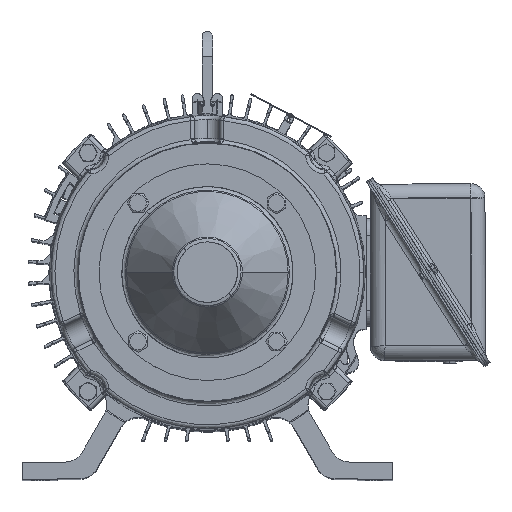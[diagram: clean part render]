
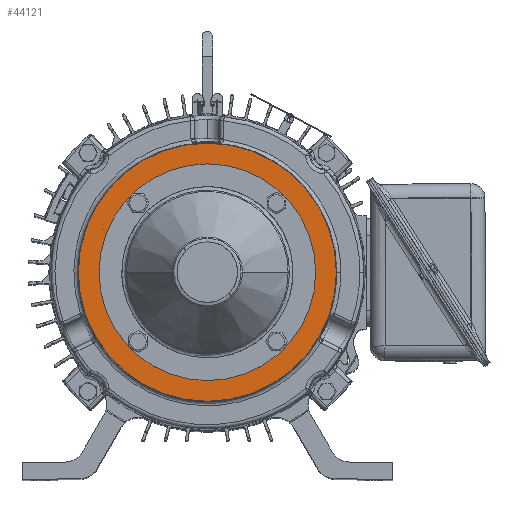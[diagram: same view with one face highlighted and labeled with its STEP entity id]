
A CAD part, top view. The second image highlights one B-rep face of the part: STEP entity #44121.
In plain terms, the highlighted planar face has unit normal (0, 0, 1).
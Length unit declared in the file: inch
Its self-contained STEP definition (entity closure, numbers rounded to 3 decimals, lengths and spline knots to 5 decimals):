
#1289 = CARTESIAN_POINT ( 'NONE',  ( -2.07713, -2.07713, -1.7433 ) ) ;
#1303 = EDGE_CURVE ( 'NONE', #21916, #29043, #99837, .T. ) ;
#1678 = EDGE_CURVE ( 'NONE', #24474, #119881, #127774, .T. ) ;
#3414 = AXIS2_PLACEMENT_3D ( 'NONE', #35108, #115713, #58143 ) ;
#3871 = EDGE_CURVE ( 'NONE', #91575, #135083, #103184, .T. ) ;
#3901 = AXIS2_PLACEMENT_3D ( 'NONE', #130240, #38164, #51887 ) ;
#4022 = DIRECTION ( 'NONE',  ( 1., 0., 0. ) ) ;
#4155 = EDGE_CURVE ( 'NONE', #44419, #55282, #47035, .T. ) ;
#4899 = DIRECTION ( 'NONE',  ( 0., 0., 1. ) ) ;
#7161 = DIRECTION ( 'NONE',  ( 1., 0., 0. ) ) ;
#10421 = DIRECTION ( 'NONE',  ( 1., 0., 0. ) ) ;
#10820 = AXIS2_PLACEMENT_3D ( 'NONE', #45405, #93788, #4022 ) ;
#14364 = EDGE_CURVE ( 'NONE', #29043, #21916, #16614, .T. ) ;
#16614 = CIRCLE ( 'NONE', #121498, 3.87113 ) ;
#17798 = EDGE_CURVE ( 'NONE', #90605, #43000, #23066, .T. ) ;
#17846 = AXIS2_PLACEMENT_3D ( 'NONE', #131822, #18970, #118041 ) ;
#18148 = CIRCLE ( 'NONE', #135454, 0.156 ) ;
#18970 = DIRECTION ( 'NONE',  ( 0., 0., 1. ) ) ;
#20143 = EDGE_LOOP ( 'NONE', ( #48079, #86671 ) ) ;
#21180 = PLANE ( 'NONE',  #123876 ) ;
#21916 = VERTEX_POINT ( 'NONE', #123906 ) ;
#22743 = ORIENTED_EDGE ( 'NONE', *, *, #17798, .F. ) ;
#23066 = CIRCLE ( 'NONE', #31110, 2.24925 ) ;
#24474 = VERTEX_POINT ( 'NONE', #37838 ) ;
#25182 = EDGE_LOOP ( 'NONE', ( #75724, #22743 ) ) ;
#27989 = FACE_BOUND ( 'NONE', #20143, .T. ) ;
#28027 = DIRECTION ( 'NONE',  ( 1., 0., 0. ) ) ;
#29043 = VERTEX_POINT ( 'NONE', #83762 ) ;
#30235 = DIRECTION ( 'NONE',  ( 0., 0., 1. ) ) ;
#31110 = AXIS2_PLACEMENT_3D ( 'NONE', #67107, #4899, #69364 ) ;
#32048 = FACE_BOUND ( 'NONE', #136867, .T. ) ;
#33702 = ORIENTED_EDGE ( 'NONE', *, *, #116253, .F. ) ;
#34953 = DIRECTION ( 'NONE',  ( 0., 0., -1. ) ) ;
#35108 = CARTESIAN_POINT ( 'NONE',  ( 2.07713, -2.07713, -1.7433 ) ) ;
#35356 = ORIENTED_EDGE ( 'NONE', *, *, #3871, .F. ) ;
#35415 = ORIENTED_EDGE ( 'NONE', *, *, #1678, .F. ) ;
#36411 = CIRCLE ( 'NONE', #10820, 0.156 ) ;
#37746 = DIRECTION ( 'NONE',  ( 0., 0., 1. ) ) ;
#37838 = CARTESIAN_POINT ( 'NONE',  ( -2.23313, 2.07713, -1.7433 ) ) ;
#38086 = CARTESIAN_POINT ( 'NONE',  ( 0., 0., -1.7433 ) ) ;
#38164 = DIRECTION ( 'NONE',  ( 0., 0., 1. ) ) ;
#38830 = AXIS2_PLACEMENT_3D ( 'NONE', #94036, #49886, #68365 ) ;
#39121 = CARTESIAN_POINT ( 'NONE',  ( -2.23313, -2.07713, -1.7433 ) ) ;
#42638 = DIRECTION ( 'NONE',  ( 0., 0., 1. ) ) ;
#43000 = VERTEX_POINT ( 'NONE', #78138 ) ;
#44121 = ADVANCED_FACE ( 'NONE', ( #84914, #71166, #32048, #94796, #122396, #27989 ), #21180, .F. ) ;
#44419 = VERTEX_POINT ( 'NONE', #137329 ) ;
#45405 = CARTESIAN_POINT ( 'NONE',  ( 2.07713, 2.07713, -1.7433 ) ) ;
#47035 = CIRCLE ( 'NONE', #3901, 0.156 ) ;
#47041 = ORIENTED_EDGE ( 'NONE', *, *, #55236, .F. ) ;
#48079 = ORIENTED_EDGE ( 'NONE', *, *, #131128, .F. ) ;
#48649 = CARTESIAN_POINT ( 'NONE',  ( -1.92113, 2.07713, -1.7433 ) ) ;
#49836 = CARTESIAN_POINT ( 'NONE',  ( 2.23313, 2.07713, -1.7433 ) ) ;
#49886 = DIRECTION ( 'NONE',  ( 0., 0., 1. ) ) ;
#50993 = CIRCLE ( 'NONE', #142717, 0.156 ) ;
#51887 = DIRECTION ( 'NONE',  ( 1., 0., 0. ) ) ;
#53683 = VERTEX_POINT ( 'NONE', #135931 ) ;
#54037 = CIRCLE ( 'NONE', #17846, 2.24925 ) ;
#55236 = EDGE_CURVE ( 'NONE', #53683, #98775, #18148, .T. ) ;
#55282 = VERTEX_POINT ( 'NONE', #49836 ) ;
#58143 = DIRECTION ( 'NONE',  ( 1., 0., 0. ) ) ;
#61407 = CARTESIAN_POINT ( 'NONE',  ( -1.92113, -2.07713, -1.7433 ) ) ;
#61526 = CARTESIAN_POINT ( 'NONE',  ( -2.24925, 0., -1.7433 ) ) ;
#62575 = DIRECTION ( 'NONE',  ( 0., 0., -1. ) ) ;
#67107 = CARTESIAN_POINT ( 'NONE',  ( 0., 0., -1.7433 ) ) ;
#68365 = DIRECTION ( 'NONE',  ( 1., 0., 0. ) ) ;
#69364 = DIRECTION ( 'NONE',  ( 1., 0., 0. ) ) ;
#71166 = FACE_BOUND ( 'NONE', #25182, .T. ) ;
#74243 = AXIS2_PLACEMENT_3D ( 'NONE', #38086, #120893, #88684 ) ;
#74694 = EDGE_LOOP ( 'NONE', ( #107863, #127404 ) ) ;
#75724 = ORIENTED_EDGE ( 'NONE', *, *, #118919, .F. ) ;
#75960 = CARTESIAN_POINT ( 'NONE',  ( 2.23313, -2.07713, -1.7433 ) ) ;
#76653 = AXIS2_PLACEMENT_3D ( 'NONE', #124623, #30235, #7161 ) ;
#77364 = DIRECTION ( 'NONE',  ( 1., 0., 0. ) ) ;
#78138 = CARTESIAN_POINT ( 'NONE',  ( 2.24925, 0., -1.7433 ) ) ;
#82720 = EDGE_LOOP ( 'NONE', ( #136402, #35356 ) ) ;
#83762 = CARTESIAN_POINT ( 'NONE',  ( -3.87113, 0., -1.7433 ) ) ;
#84914 = FACE_OUTER_BOUND ( 'NONE', #74694, .T. ) ;
#86671 = ORIENTED_EDGE ( 'NONE', *, *, #4155, .F. ) ;
#88684 = DIRECTION ( 'NONE',  ( 1., 0., 0. ) ) ;
#90605 = VERTEX_POINT ( 'NONE', #61526 ) ;
#91575 = VERTEX_POINT ( 'NONE', #39121 ) ;
#93511 = DIRECTION ( 'NONE',  ( 0., 0., 1. ) ) ;
#93788 = DIRECTION ( 'NONE',  ( 0., 0., 1. ) ) ;
#94036 = CARTESIAN_POINT ( 'NONE',  ( -2.07713, -2.07713, -1.7433 ) ) ;
#94796 = FACE_BOUND ( 'NONE', #82720, .T. ) ;
#96428 = ORIENTED_EDGE ( 'NONE', *, *, #140495, .F. ) ;
#97109 = CARTESIAN_POINT ( 'NONE',  ( 0., 0., -1.7433 ) ) ;
#98775 = VERTEX_POINT ( 'NONE', #75960 ) ;
#99492 = CIRCLE ( 'NONE', #3414, 0.156 ) ;
#99837 = CIRCLE ( 'NONE', #74243, 3.87113 ) ;
#99932 = CARTESIAN_POINT ( 'NONE',  ( -2.07713, 2.07713, -1.7433 ) ) ;
#101867 = DIRECTION ( 'NONE',  ( -1., 0., 0. ) ) ;
#103184 = CIRCLE ( 'NONE', #124294, 0.156 ) ;
#105092 = CARTESIAN_POINT ( 'NONE',  ( 2.07713, -2.07713, -1.7433 ) ) ;
#107863 = ORIENTED_EDGE ( 'NONE', *, *, #1303, .F. ) ;
#115713 = DIRECTION ( 'NONE',  ( 0., 0., 1. ) ) ;
#116253 = EDGE_CURVE ( 'NONE', #119881, #24474, #50993, .T. ) ;
#118041 = DIRECTION ( 'NONE',  ( 1., 0., 0. ) ) ;
#118300 = DIRECTION ( 'NONE',  ( 1., 0., 0. ) ) ;
#118919 = EDGE_CURVE ( 'NONE', #43000, #90605, #54037, .T. ) ;
#119868 = CIRCLE ( 'NONE', #38830, 0.156 ) ;
#119881 = VERTEX_POINT ( 'NONE', #48649 ) ;
#120893 = DIRECTION ( 'NONE',  ( 0., 0., -1. ) ) ;
#121498 = AXIS2_PLACEMENT_3D ( 'NONE', #97109, #34953, #28027 ) ;
#122396 = FACE_BOUND ( 'NONE', #131336, .T. ) ;
#123876 = AXIS2_PLACEMENT_3D ( 'NONE', #140948, #62575, #101867 ) ;
#123906 = CARTESIAN_POINT ( 'NONE',  ( 3.87113, 0., -1.7433 ) ) ;
#124294 = AXIS2_PLACEMENT_3D ( 'NONE', #1289, #42638, #10421 ) ;
#124623 = CARTESIAN_POINT ( 'NONE',  ( -2.07713, 2.07713, -1.7433 ) ) ;
#127404 = ORIENTED_EDGE ( 'NONE', *, *, #14364, .F. ) ;
#127774 = CIRCLE ( 'NONE', #76653, 0.156 ) ;
#130240 = CARTESIAN_POINT ( 'NONE',  ( 2.07713, 2.07713, -1.7433 ) ) ;
#131128 = EDGE_CURVE ( 'NONE', #55282, #44419, #36411, .T. ) ;
#131336 = EDGE_LOOP ( 'NONE', ( #96428, #47041 ) ) ;
#131822 = CARTESIAN_POINT ( 'NONE',  ( 0., 0., -1.7433 ) ) ;
#135083 = VERTEX_POINT ( 'NONE', #61407 ) ;
#135265 = EDGE_CURVE ( 'NONE', #135083, #91575, #119868, .T. ) ;
#135454 = AXIS2_PLACEMENT_3D ( 'NONE', #105092, #93511, #77364 ) ;
#135931 = CARTESIAN_POINT ( 'NONE',  ( 1.92113, -2.07713, -1.7433 ) ) ;
#136402 = ORIENTED_EDGE ( 'NONE', *, *, #135265, .F. ) ;
#136867 = EDGE_LOOP ( 'NONE', ( #33702, #35415 ) ) ;
#137329 = CARTESIAN_POINT ( 'NONE',  ( 1.92113, 2.07713, -1.7433 ) ) ;
#140495 = EDGE_CURVE ( 'NONE', #98775, #53683, #99492, .T. ) ;
#140948 = CARTESIAN_POINT ( 'NONE',  ( 0., 4.5734, -1.7433 ) ) ;
#142717 = AXIS2_PLACEMENT_3D ( 'NONE', #99932, #37746, #118300 ) ;
